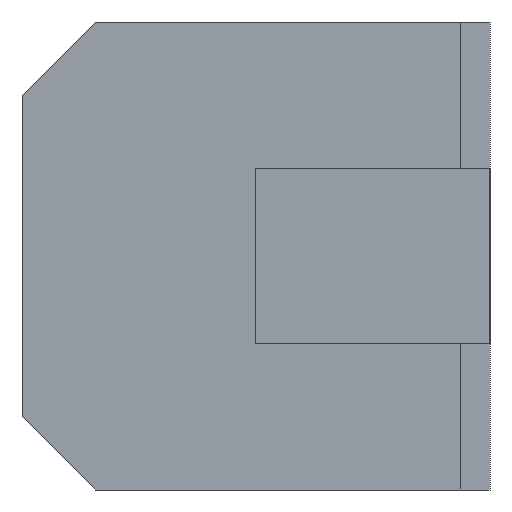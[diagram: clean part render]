
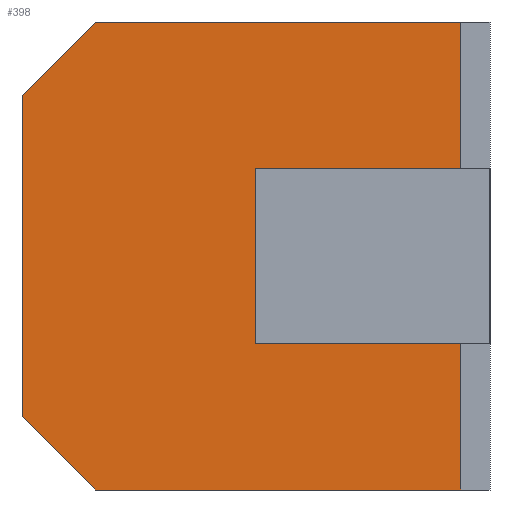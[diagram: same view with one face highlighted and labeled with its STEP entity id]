
A CAD part, left-side view. The second image highlights one B-rep face of the part: STEP entity #398.
In plain terms, the highlighted planar face has unit normal (-1, 0, 0).
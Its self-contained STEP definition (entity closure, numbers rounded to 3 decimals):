
#9 = EDGE_CURVE ( 'NONE', #530, #251, #541, .T. ) ;
#10 = DIRECTION ( 'NONE',  ( 0., 0., -1. ) ) ;
#13 = CARTESIAN_POINT ( 'NONE',  ( -2.25, 3.2, 1.6 ) ) ;
#14 = CARTESIAN_POINT ( 'NONE',  ( -2.25, 0.2, -1.6 ) ) ;
#38 = CARTESIAN_POINT ( 'NONE',  ( -2.25, 3.2, 1.1 ) ) ;
#39 = VERTEX_POINT ( 'NONE', #96 ) ;
#45 = CARTESIAN_POINT ( 'NONE',  ( -2.25, 3.2, -1.1 ) ) ;
#51 = LINE ( 'NONE', #807, #720 ) ;
#75 = LINE ( 'NONE', #458, #90 ) ;
#76 = LINE ( 'NONE', #14, #169 ) ;
#78 = CARTESIAN_POINT ( 'NONE',  ( -2.25, 0.2, 1.6 ) ) ;
#80 = EDGE_CURVE ( 'NONE', #179, #324, #139, .T. ) ;
#81 = DIRECTION ( 'NONE',  ( 0., -1., 0. ) ) ;
#82 = DIRECTION ( 'NONE',  ( 0., 0., -1. ) ) ;
#90 = VECTOR ( 'NONE', #255, 1000. ) ;
#96 = CARTESIAN_POINT ( 'NONE',  ( -2.25, 3.2, -1.1 ) ) ;
#114 = DIRECTION ( 'NONE',  ( 0., 0., -1. ) ) ;
#137 = VECTOR ( 'NONE', #290, 1000. ) ;
#139 = LINE ( 'NONE', #78, #428 ) ;
#163 = CARTESIAN_POINT ( 'NONE',  ( -2.25, 0.2, 0.6 ) ) ;
#169 = VECTOR ( 'NONE', #609, 1000. ) ;
#179 = VERTEX_POINT ( 'NONE', #278 ) ;
#195 = VECTOR ( 'NONE', #227, 1000. ) ;
#199 = EDGE_CURVE ( 'NONE', #507, #251, #76, .T. ) ;
#200 = ORIENTED_EDGE ( 'NONE', *, *, #694, .T. ) ;
#205 = CARTESIAN_POINT ( 'NONE',  ( -2.25, 2.7, 1.6 ) ) ;
#206 = ORIENTED_EDGE ( 'NONE', *, *, #199, .T. ) ;
#216 = VECTOR ( 'NONE', #611, 1000. ) ;
#221 = DIRECTION ( 'NONE',  ( 0., 1., 0. ) ) ;
#227 = DIRECTION ( 'NONE',  ( 0., -0.707, -0.707 ) ) ;
#238 = VERTEX_POINT ( 'NONE', #620 ) ;
#239 = EDGE_CURVE ( 'NONE', #39, #507, #687, .T. ) ;
#251 = VERTEX_POINT ( 'NONE', #353 ) ;
#254 = EDGE_LOOP ( 'NONE', ( #529, #766, #561, #715, #401, #310, #481, #206, #831, #200 ) ) ;
#255 = DIRECTION ( 'NONE',  ( 0., 0., -1. ) ) ;
#261 = CARTESIAN_POINT ( 'NONE',  ( -2.25, 2.7, -1.6 ) ) ;
#278 = CARTESIAN_POINT ( 'NONE',  ( -2.25, 2.7, 1.6 ) ) ;
#290 = DIRECTION ( 'NONE',  ( 0., 1., 0. ) ) ;
#307 = FACE_OUTER_BOUND ( 'NONE', #254, .T. ) ;
#310 = ORIENTED_EDGE ( 'NONE', *, *, #459, .T. ) ;
#324 = VERTEX_POINT ( 'NONE', #435 ) ;
#327 = VECTOR ( 'NONE', #10, 1000. ) ;
#346 = CARTESIAN_POINT ( 'NONE',  ( -2.25, 0.2, 1.6 ) ) ;
#353 = CARTESIAN_POINT ( 'NONE',  ( -2.25, 0.2, -1.6 ) ) ;
#354 = LINE ( 'NONE', #205, #216 ) ;
#380 = CARTESIAN_POINT ( 'NONE',  ( -2.25, 0.2, 1.6 ) ) ;
#389 = VECTOR ( 'NONE', #82, 1000. ) ;
#398 = ADVANCED_FACE ( 'NONE', ( #307 ), #565, .F. ) ;
#401 = ORIENTED_EDGE ( 'NONE', *, *, #708, .T. ) ;
#404 = VERTEX_POINT ( 'NONE', #505 ) ;
#426 = LINE ( 'NONE', #729, #650 ) ;
#428 = VECTOR ( 'NONE', #81, 1000. ) ;
#431 = LINE ( 'NONE', #13, #327 ) ;
#435 = CARTESIAN_POINT ( 'NONE',  ( -2.25, 0.2, 1.6 ) ) ;
#458 = CARTESIAN_POINT ( 'NONE',  ( -2.25, 0.2, 1.6 ) ) ;
#459 = EDGE_CURVE ( 'NONE', #827, #39, #431, .T. ) ;
#481 = ORIENTED_EDGE ( 'NONE', *, *, #239, .T. ) ;
#505 = CARTESIAN_POINT ( 'NONE',  ( -2.25, 0.2, 0.6 ) ) ;
#507 = VERTEX_POINT ( 'NONE', #261 ) ;
#518 = EDGE_CURVE ( 'NONE', #324, #404, #75, .T. ) ;
#529 = ORIENTED_EDGE ( 'NONE', *, *, #668, .F. ) ;
#530 = VERTEX_POINT ( 'NONE', #710 ) ;
#541 = LINE ( 'NONE', #346, #389 ) ;
#561 = ORIENTED_EDGE ( 'NONE', *, *, #518, .F. ) ;
#564 = LINE ( 'NONE', #163, #137 ) ;
#565 = PLANE ( 'NONE',  #612 ) ;
#572 = DIRECTION ( 'NONE',  ( 0., 1., 0. ) ) ;
#575 = CARTESIAN_POINT ( 'NONE',  ( -2.25, 1.6, 0.6 ) ) ;
#577 = VERTEX_POINT ( 'NONE', #575 ) ;
#609 = DIRECTION ( 'NONE',  ( 0., -1., 0. ) ) ;
#611 = DIRECTION ( 'NONE',  ( 0., 0.707, -0.707 ) ) ;
#612 = AXIS2_PLACEMENT_3D ( 'NONE', #380, #825, #572 ) ;
#620 = CARTESIAN_POINT ( 'NONE',  ( -2.25, 1.6, -0.6 ) ) ;
#638 = EDGE_CURVE ( 'NONE', #404, #577, #564, .T. ) ;
#650 = VECTOR ( 'NONE', #221, 1000. ) ;
#668 = EDGE_CURVE ( 'NONE', #577, #238, #51, .T. ) ;
#687 = LINE ( 'NONE', #45, #195 ) ;
#694 = EDGE_CURVE ( 'NONE', #530, #238, #426, .T. ) ;
#708 = EDGE_CURVE ( 'NONE', #179, #827, #354, .T. ) ;
#710 = CARTESIAN_POINT ( 'NONE',  ( -2.25, 0.2, -0.6 ) ) ;
#715 = ORIENTED_EDGE ( 'NONE', *, *, #80, .F. ) ;
#720 = VECTOR ( 'NONE', #114, 1000. ) ;
#729 = CARTESIAN_POINT ( 'NONE',  ( -2.25, 0.2, -0.6 ) ) ;
#766 = ORIENTED_EDGE ( 'NONE', *, *, #638, .F. ) ;
#807 = CARTESIAN_POINT ( 'NONE',  ( -2.25, 1.6, 0.6 ) ) ;
#825 = DIRECTION ( 'NONE',  ( 1., 0., 0. ) ) ;
#827 = VERTEX_POINT ( 'NONE', #38 ) ;
#831 = ORIENTED_EDGE ( 'NONE', *, *, #9, .F. ) ;
